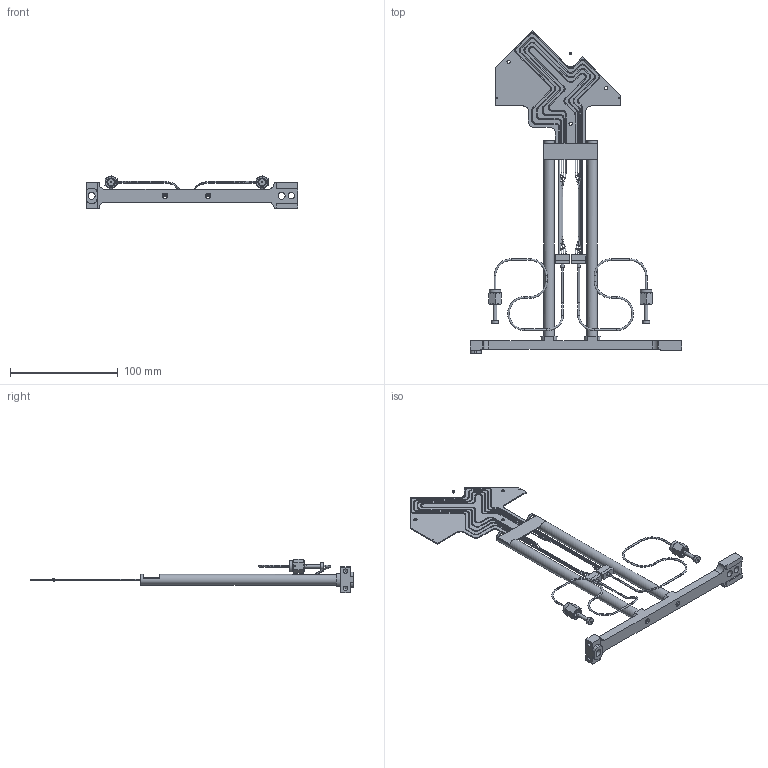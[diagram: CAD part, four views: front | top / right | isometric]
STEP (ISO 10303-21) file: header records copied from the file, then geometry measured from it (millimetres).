
FILE_DESCRIPTION(/* description */ (''),/* implementation_level */ '2;1');
FILE_NAME(/* name */ '010689_A.stp',/* time_stamp */ '2017-07-12T10:43:56+02:00',/* author */ (''),/* organization */ (''),/* preprocessor_version */ 'ST-DEVELOPER v16',/* originating_system */ 'SIEMENS PLM Software NX 10.0',/* authorisation */ '');
FILE_SCHEMA (('AUTOMOTIVE_DESIGN { 1 0 10303 214 3 1 1 1 }'));
Length unit declared in the file: millimetre
Products named in the file (6): 003582_A; 003587_A; 003566_E; 012765_A; 004602_A_MODEL; 010689_A
Assembly tree (6 placements, depth 3):
  010689_A
    004602_A_MODEL
      003566_E
      003587_A
      003582_A  x2
    012765_A
Bounding box: 196 x 299.37 x 30.92 mm (x, y, z)
Volume: 43388.3 mm3; surface area: 64692.5 mm2
Topology: 21 solids, 37 shells, 999 faces, 2327 edges, 1414 vertices
Faces by surface type: cylinder 451, plane 290, torus 240, cone 14, sphere 4
Full cylindrical faces by diameter (mm): 0.13 x4, 0.33 x58, 0.5 x8, 0.64 x58, 0.7 x8, 1.1 x16, 1.27 x2, 1.524 x4, 1.587 x14, 1.588 x2, 1.6 x2, 3 x5, 3.3 x2, 4 x4, 5 x2, 5.334 x2, 6 x1, 6.35 x2, 6.5 x2, 6.858 x2, 6.955 x2, 7.8 x2, 9.8 x4, 10 x4, 10.668 x2
Entity records: 27095 total; most frequent: CARTESIAN_POINT 4809, DIRECTION 4801, ORIENTED_EDGE 3730, AXIS2_PLACEMENT_3D 2004, EDGE_CURVE 1889, EDGE_LOOP 1473, VERTEX_POINT 1368, CIRCLE 992
